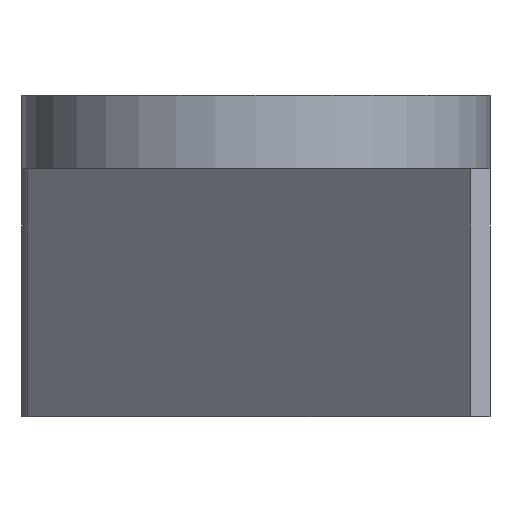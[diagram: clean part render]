
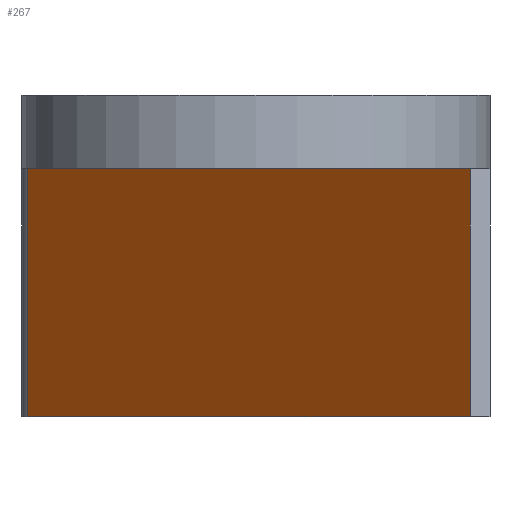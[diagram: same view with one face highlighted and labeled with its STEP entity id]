
A CAD part, front view. The second image highlights one B-rep face of the part: STEP entity #267.
In plain terms, the highlighted planar face has unit normal (-0.707, -0.707, 0).
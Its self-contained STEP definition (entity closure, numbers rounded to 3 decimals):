
#22=LINE('',#414,#44);
#34=LINE('',#445,#56);
#36=LINE('',#449,#58);
#37=LINE('',#451,#59);
#44=VECTOR('',#339,1000.);
#56=VECTOR('',#367,1000.);
#58=VECTOR('',#371,1000.);
#59=VECTOR('',#374,1000.);
#110=ORIENTED_EDGE('',*,*,#144,.T.);
#111=ORIENTED_EDGE('',*,*,#163,.F.);
#112=ORIENTED_EDGE('',*,*,#160,.F.);
#113=ORIENTED_EDGE('',*,*,#162,.T.);
#144=EDGE_CURVE('',#178,#177,#22,.T.);
#160=EDGE_CURVE('',#188,#189,#34,.T.);
#162=EDGE_CURVE('',#188,#178,#36,.T.);
#163=EDGE_CURVE('',#189,#177,#37,.T.);
#177=VERTEX_POINT('',#413);
#178=VERTEX_POINT('',#415);
#188=VERTEX_POINT('',#444);
#189=VERTEX_POINT('',#446);
#219=EDGE_LOOP('',(#110,#111,#112,#113));
#241=FACE_BOUND('',#219,.T.);
#252=PLANE('',#306);
#267=ADVANCED_FACE('',(#241),#252,.F.);
#306=AXIS2_PLACEMENT_3D('',#450,#372,#373);
#339=DIRECTION('',(0.707,-0.707,0.));
#367=DIRECTION('',(0.707,-0.707,0.));
#371=DIRECTION('',(0.,0.,-1.));
#372=DIRECTION('',(0.707,0.707,0.));
#373=DIRECTION('',(-0.707,0.707,0.));
#374=DIRECTION('',(0.,0.,-1.));
#413=CARTESIAN_POINT('',(2.336,-6.861,0.));
#414=CARTESIAN_POINT('',(-2.491,-2.034,0.));
#415=CARTESIAN_POINT('',(-2.491,-2.034,0.));
#444=CARTESIAN_POINT('',(-2.491,-2.034,2.7));
#445=CARTESIAN_POINT('',(-2.491,-2.034,2.7));
#446=CARTESIAN_POINT('',(2.336,-6.861,2.7));
#449=CARTESIAN_POINT('',(-2.491,-2.034,2.7));
#450=CARTESIAN_POINT('',(-2.491,-2.034,2.7));
#451=CARTESIAN_POINT('',(2.336,-6.861,2.7));
